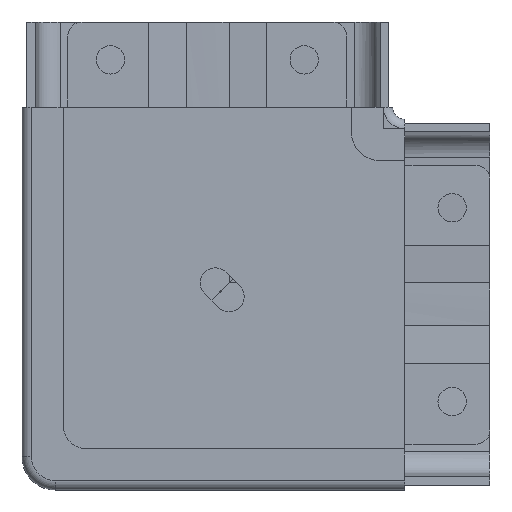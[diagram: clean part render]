
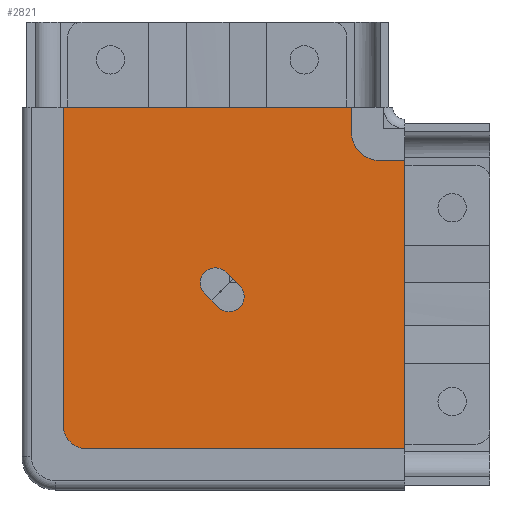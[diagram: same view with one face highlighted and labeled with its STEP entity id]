
A CAD part, front view. The second image highlights one B-rep face of the part: STEP entity #2821.
In plain terms, the highlighted planar face has unit normal (0, -1, 0).
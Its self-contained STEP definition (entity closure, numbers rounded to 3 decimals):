
#8 = ORIENTED_EDGE ( 'NONE', *, *, #1004, .T. ) ;
#33 = CARTESIAN_POINT ( 'NONE',  ( 36.15, 0., 36.15 ) ) ;
#128 = EDGE_CURVE ( 'NONE', #575, #2411, #4153, .T. ) ;
#153 = CARTESIAN_POINT ( 'NONE',  ( -6.212, 0., -3.313 ) ) ;
#234 = EDGE_CURVE ( 'NONE', #4437, #3351, #4168, .T. ) ;
#348 = DIRECTION ( 'NONE',  ( 0., 0., -1. ) ) ;
#417 = CARTESIAN_POINT ( 'NONE',  ( -6.212, 0., -3.313 ) ) ;
#422 = DIRECTION ( 'NONE',  ( 0., 0., -1. ) ) ;
#485 = VERTEX_POINT ( 'NONE', #1566 ) ;
#575 = VERTEX_POINT ( 'NONE', #4020 ) ;
#614 = EDGE_CURVE ( 'NONE', #4005, #485, #3591, .T. ) ;
#700 = AXIS2_PLACEMENT_3D ( 'NONE', #2553, #831, #4689 ) ;
#806 = ORIENTED_EDGE ( 'NONE', *, *, #614, .T. ) ;
#831 = DIRECTION ( 'NONE',  ( 0., 1., 0. ) ) ;
#910 = ORIENTED_EDGE ( 'NONE', *, *, #5405, .F. ) ;
#1004 = EDGE_CURVE ( 'NONE', #485, #575, #3186, .T. ) ;
#1052 = VERTEX_POINT ( 'NONE', #1236 ) ;
#1117 = VECTOR ( 'NONE', #3161, 1000. ) ;
#1119 = CARTESIAN_POINT ( 'NONE',  ( -3.949, 0., -1.05 ) ) ;
#1123 = LINE ( 'NONE', #5223, #1117 ) ;
#1169 = AXIS2_PLACEMENT_3D ( 'NONE', #1119, #1874, #3805 ) ;
#1228 = LINE ( 'NONE', #2377, #1290 ) ;
#1236 = CARTESIAN_POINT ( 'NONE',  ( -36.15, 0., 36.15 ) ) ;
#1290 = VECTOR ( 'NONE', #1775, 1000. ) ;
#1302 = AXIS2_PLACEMENT_3D ( 'NONE', #1944, #4959, #2410 ) ;
#1315 = CARTESIAN_POINT ( 'NONE',  ( 36.15, 0., -36.15 ) ) ;
#1408 = EDGE_LOOP ( 'NONE', ( #2576, #1980, #4991, #910, #3493, #4102, #2692, #4902 ) ) ;
#1410 = CARTESIAN_POINT ( 'NONE',  ( -3.949, 0., -1.05 ) ) ;
#1413 = PLANE ( 'NONE',  #2067 ) ;
#1446 = DIRECTION ( 'NONE',  ( 0., 0., 1. ) ) ;
#1566 = CARTESIAN_POINT ( 'NONE',  ( -3.949, 0., 2.15 ) ) ;
#1613 = CARTESIAN_POINT ( 'NONE',  ( 30.85, 0., 24.85 ) ) ;
#1646 = EDGE_LOOP ( 'NONE', ( #4175, #3738, #2895, #806, #8 ) ) ;
#1676 = FACE_OUTER_BOUND ( 'NONE', #1408, .T. ) ;
#1763 = DIRECTION ( 'NONE',  ( 1., 0., 0. ) ) ;
#1775 = DIRECTION ( 'NONE',  ( -1., 0., 0. ) ) ;
#1823 = VERTEX_POINT ( 'NONE', #5093 ) ;
#1837 = DIRECTION ( 'NONE',  ( 0., 0., -1. ) ) ;
#1840 = LINE ( 'NONE', #33, #1848 ) ;
#1848 = VECTOR ( 'NONE', #422, 1000. ) ;
#1874 = DIRECTION ( 'NONE',  ( 0., 1., 0. ) ) ;
#1944 = CARTESIAN_POINT ( 'NONE',  ( -1.05, 0., -3.949 ) ) ;
#1980 = ORIENTED_EDGE ( 'NONE', *, *, #5204, .F. ) ;
#1994 = EDGE_CURVE ( 'NONE', #4472, #4437, #1228, .T. ) ;
#2066 = EDGE_CURVE ( 'NONE', #3351, #1052, #1123, .T. ) ;
#2067 = AXIS2_PLACEMENT_3D ( 'NONE', #4060, #4461, #1837 ) ;
#2256 = LINE ( 'NONE', #1613, #3096 ) ;
#2284 = CARTESIAN_POINT ( 'NONE',  ( 36.15, 0., 24.85 ) ) ;
#2358 = VECTOR ( 'NONE', #3193, 1000. ) ;
#2377 = CARTESIAN_POINT ( 'NONE',  ( -31.15, 0., -36.15 ) ) ;
#2410 = DIRECTION ( 'NONE',  ( 0., 0., 1. ) ) ;
#2411 = VERTEX_POINT ( 'NONE', #4861 ) ;
#2465 = CIRCLE ( 'NONE', #1302, 3.2 ) ;
#2553 = CARTESIAN_POINT ( 'NONE',  ( -31.15, 0., -31.15 ) ) ;
#2576 = ORIENTED_EDGE ( 'NONE', *, *, #2647, .F. ) ;
#2585 = DIRECTION ( 'NONE',  ( 1., 0., 0. ) ) ;
#2647 = EDGE_CURVE ( 'NONE', #1823, #2804, #2256, .T. ) ;
#2692 = ORIENTED_EDGE ( 'NONE', *, *, #1994, .F. ) ;
#2765 = VERTEX_POINT ( 'NONE', #3181 ) ;
#2804 = VERTEX_POINT ( 'NONE', #2284 ) ;
#2821 = ADVANCED_FACE ( 'NONE', ( #1676, #4998 ), #1413, .T. ) ;
#2895 = ORIENTED_EDGE ( 'NONE', *, *, #3648, .F. ) ;
#2929 = VERTEX_POINT ( 'NONE', #5339 ) ;
#2970 = DIRECTION ( 'NONE',  ( 0., -1., 0. ) ) ;
#3073 = AXIS2_PLACEMENT_3D ( 'NONE', #1410, #3266, #1446 ) ;
#3092 = EDGE_CURVE ( 'NONE', #2804, #4472, #1840, .T. ) ;
#3096 = VECTOR ( 'NONE', #2585, 1000. ) ;
#3157 = DIRECTION ( 'NONE',  ( 0., 0., -1. ) ) ;
#3161 = DIRECTION ( 'NONE',  ( 0., 0., 1. ) ) ;
#3181 = CARTESIAN_POINT ( 'NONE',  ( 24.85, 0., 30.85 ) ) ;
#3186 = CIRCLE ( 'NONE', #1169, 3.2 ) ;
#3193 = DIRECTION ( 'NONE',  ( 0.707, 0., -0.707 ) ) ;
#3266 = DIRECTION ( 'NONE',  ( 0., 1., 0. ) ) ;
#3322 = EDGE_CURVE ( 'NONE', #2411, #2929, #2465, .T. ) ;
#3325 = LINE ( 'NONE', #3576, #5183 ) ;
#3351 = VERTEX_POINT ( 'NONE', #4976 ) ;
#3376 = LINE ( 'NONE', #153, #2358 ) ;
#3493 = ORIENTED_EDGE ( 'NONE', *, *, #2066, .F. ) ;
#3494 = CARTESIAN_POINT ( 'NONE',  ( -31.15, 0., -36.15 ) ) ;
#3576 = CARTESIAN_POINT ( 'NONE',  ( 24.85, 0., 36.15 ) ) ;
#3591 = CIRCLE ( 'NONE', #3073, 3.2 ) ;
#3592 = CARTESIAN_POINT ( 'NONE',  ( -36.15, 0., 36.15 ) ) ;
#3614 = AXIS2_PLACEMENT_3D ( 'NONE', #5412, #2970, #348 ) ;
#3621 = EDGE_CURVE ( 'NONE', #4850, #2765, #3325, .T. ) ;
#3648 = EDGE_CURVE ( 'NONE', #4005, #2929, #3376, .T. ) ;
#3735 = CARTESIAN_POINT ( 'NONE',  ( 24.85, 0., 36.15 ) ) ;
#3738 = ORIENTED_EDGE ( 'NONE', *, *, #3322, .T. ) ;
#3805 = DIRECTION ( 'NONE',  ( 0., 0., 1. ) ) ;
#4005 = VERTEX_POINT ( 'NONE', #417 ) ;
#4020 = CARTESIAN_POINT ( 'NONE',  ( -1.686, 0., 1.213 ) ) ;
#4060 = CARTESIAN_POINT ( 'NONE',  ( -31.15, 0., -31.15 ) ) ;
#4102 = ORIENTED_EDGE ( 'NONE', *, *, #234, .F. ) ;
#4153 = LINE ( 'NONE', #4766, #4347 ) ;
#4168 = CIRCLE ( 'NONE', #700, 5. ) ;
#4175 = ORIENTED_EDGE ( 'NONE', *, *, #128, .T. ) ;
#4244 = VECTOR ( 'NONE', #1763, 1000. ) ;
#4310 = LINE ( 'NONE', #3592, #4244 ) ;
#4347 = VECTOR ( 'NONE', #4356, 1000. ) ;
#4356 = DIRECTION ( 'NONE',  ( 0.707, 0., -0.707 ) ) ;
#4437 = VERTEX_POINT ( 'NONE', #3494 ) ;
#4461 = DIRECTION ( 'NONE',  ( 0., -1., 0. ) ) ;
#4472 = VERTEX_POINT ( 'NONE', #1315 ) ;
#4689 = DIRECTION ( 'NONE',  ( 0., 0., -1. ) ) ;
#4766 = CARTESIAN_POINT ( 'NONE',  ( -1.686, 0., 1.213 ) ) ;
#4850 = VERTEX_POINT ( 'NONE', #3735 ) ;
#4861 = CARTESIAN_POINT ( 'NONE',  ( 1.213, 0., -1.686 ) ) ;
#4902 = ORIENTED_EDGE ( 'NONE', *, *, #3092, .F. ) ;
#4959 = DIRECTION ( 'NONE',  ( 0., 1., 0. ) ) ;
#4976 = CARTESIAN_POINT ( 'NONE',  ( -36.15, 0., -31.15 ) ) ;
#4991 = ORIENTED_EDGE ( 'NONE', *, *, #3621, .F. ) ;
#4998 = FACE_BOUND ( 'NONE', #1646, .T. ) ;
#5093 = CARTESIAN_POINT ( 'NONE',  ( 30.85, 0., 24.85 ) ) ;
#5183 = VECTOR ( 'NONE', #3157, 1000. ) ;
#5194 = CIRCLE ( 'NONE', #3614, 6. ) ;
#5204 = EDGE_CURVE ( 'NONE', #2765, #1823, #5194, .T. ) ;
#5223 = CARTESIAN_POINT ( 'NONE',  ( -36.15, 0., 36.15 ) ) ;
#5339 = CARTESIAN_POINT ( 'NONE',  ( -3.313, 0., -6.212 ) ) ;
#5405 = EDGE_CURVE ( 'NONE', #1052, #4850, #4310, .T. ) ;
#5412 = CARTESIAN_POINT ( 'NONE',  ( 30.85, 0., 30.85 ) ) ;
